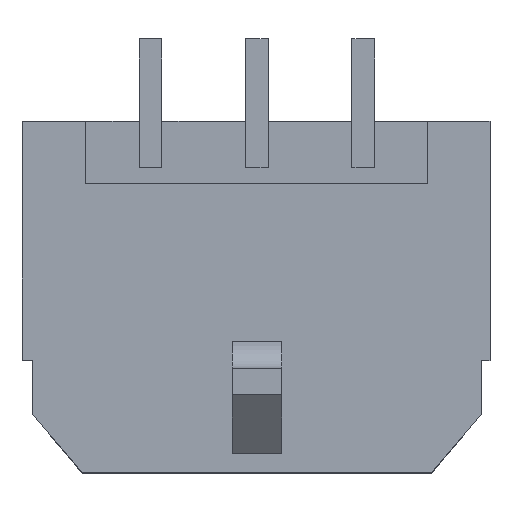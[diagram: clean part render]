
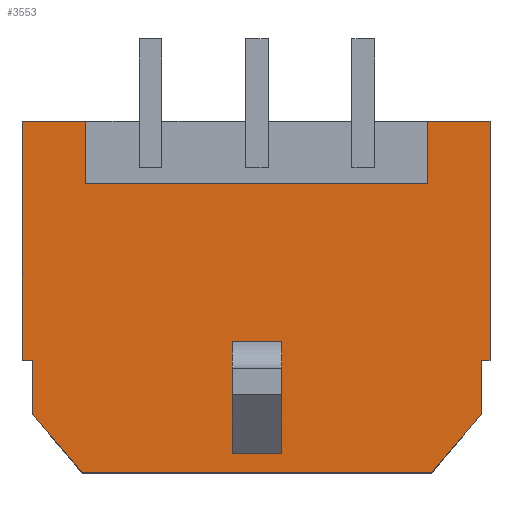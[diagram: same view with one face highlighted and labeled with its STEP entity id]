
A CAD part, top view. The second image highlights one B-rep face of the part: STEP entity #3553.
In plain terms, the highlighted planar face has unit normal (0, 0, 1).
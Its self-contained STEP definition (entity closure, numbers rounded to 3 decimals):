
#80 = VERTEX_POINT('',#81);
#81 = CARTESIAN_POINT('',(-6.325,-5.08,7.43));
#87 = EDGE_CURVE('',#80,#88,#90,.T.);
#88 = VERTEX_POINT('',#89);
#89 = CARTESIAN_POINT('',(-6.325,-6.6,7.43));
#90 = LINE('',#91,#92);
#91 = CARTESIAN_POINT('',(-6.325,-5.08,7.43));
#92 = VECTOR('',#93,1.);
#93 = DIRECTION('',(0.,-1.,0.));
#197 = VERTEX_POINT('',#198);
#198 = CARTESIAN_POINT('',(-6.625,-5.08,7.43));
#204 = EDGE_CURVE('',#80,#197,#205,.T.);
#205 = LINE('',#206,#207);
#206 = CARTESIAN_POINT('',(-6.325,-5.08,7.43));
#207 = VECTOR('',#208,1.);
#208 = DIRECTION('',(-1.,0.,0.));
#1740 = EDGE_CURVE('',#1741,#88,#1743,.T.);
#1741 = VERTEX_POINT('',#1742);
#1742 = CARTESIAN_POINT('',(-4.925,-8.25,7.43));
#1743 = LINE('',#1744,#1745);
#1744 = CARTESIAN_POINT('',(-4.925,-8.25,7.43));
#1745 = VECTOR('',#1746,1.);
#1746 = DIRECTION('',(-0.647,0.763,0.
    ));
#1844 = VERTEX_POINT('',#1845);
#1845 = CARTESIAN_POINT('',(4.925,-8.25,7.43));
#1851 = EDGE_CURVE('',#1852,#1844,#1854,.T.);
#1852 = VERTEX_POINT('',#1853);
#1853 = CARTESIAN_POINT('',(6.325,-6.6,7.43));
#1854 = LINE('',#1855,#1856);
#1855 = CARTESIAN_POINT('',(6.325,-6.6,7.43));
#1856 = VECTOR('',#1857,1.);
#1857 = DIRECTION('',(-0.647,-0.763,0.
    ));
#1921 = EDGE_CURVE('',#1741,#1844,#1922,.T.);
#1922 = LINE('',#1923,#1924);
#1923 = CARTESIAN_POINT('',(-4.925,-8.25,7.43));
#1924 = VECTOR('',#1925,1.);
#1925 = DIRECTION('',(1.,0.,0.));
#2961 = VERTEX_POINT('',#2962);
#2962 = CARTESIAN_POINT('',(-6.625,1.66,7.43));
#2968 = EDGE_CURVE('',#197,#2961,#2969,.T.);
#2969 = LINE('',#2970,#2971);
#2970 = CARTESIAN_POINT('',(-6.625,-5.08,7.43));
#2971 = VECTOR('',#2972,1.);
#2972 = DIRECTION('',(0.,1.,0.));
#3169 = VERTEX_POINT('',#3170);
#3170 = CARTESIAN_POINT('',(6.575,-5.08,7.43));
#3176 = EDGE_CURVE('',#3177,#3169,#3179,.T.);
#3177 = VERTEX_POINT('',#3178);
#3178 = CARTESIAN_POINT('',(6.575,1.66,7.43));
#3179 = LINE('',#3180,#3181);
#3180 = CARTESIAN_POINT('',(6.575,1.66,7.43));
#3181 = VECTOR('',#3182,1.);
#3182 = DIRECTION('',(0.,-1.,0.));
#3349 = EDGE_CURVE('',#3350,#1852,#3352,.T.);
#3350 = VERTEX_POINT('',#3351);
#3351 = CARTESIAN_POINT('',(6.325,-5.08,7.43));
#3352 = LINE('',#3353,#3354);
#3353 = CARTESIAN_POINT('',(6.325,-5.08,7.43));
#3354 = VECTOR('',#3355,1.);
#3355 = DIRECTION('',(0.,-1.,0.));
#3390 = EDGE_CURVE('',#3350,#3169,#3391,.T.);
#3391 = LINE('',#3392,#3393);
#3392 = CARTESIAN_POINT('',(6.325,-5.08,7.43));
#3393 = VECTOR('',#3394,1.);
#3394 = DIRECTION('',(1.,0.,0.));
#3553 = ADVANCED_FACE('',(#3554,#3603),#3637,.T.);
#3554 = FACE_BOUND('',#3555,.F.);
#3555 = EDGE_LOOP('',(#3556,#3566,#3574,#3582,#3588,#3589,#3590,#3591,
    #3592,#3593,#3594,#3595,#3596,#3597));
#3556 = ORIENTED_EDGE('',*,*,#3557,.T.);
#3557 = EDGE_CURVE('',#3558,#3560,#3562,.T.);
#3558 = VERTEX_POINT('',#3559);
#3559 = CARTESIAN_POINT('',(-4.825,1.66,7.43));
#3560 = VERTEX_POINT('',#3561);
#3561 = CARTESIAN_POINT('',(-4.825,-0.09,7.43));
#3562 = LINE('',#3563,#3564);
#3563 = CARTESIAN_POINT('',(-4.825,1.66,7.43));
#3564 = VECTOR('',#3565,1.);
#3565 = DIRECTION('',(0.,-1.,0.));
#3566 = ORIENTED_EDGE('',*,*,#3567,.T.);
#3567 = EDGE_CURVE('',#3560,#3568,#3570,.T.);
#3568 = VERTEX_POINT('',#3569);
#3569 = CARTESIAN_POINT('',(4.825,-0.09,7.43));
#3570 = LINE('',#3571,#3572);
#3571 = CARTESIAN_POINT('',(-4.825,-0.09,7.43));
#3572 = VECTOR('',#3573,1.);
#3573 = DIRECTION('',(1.,0.,0.));
#3574 = ORIENTED_EDGE('',*,*,#3575,.F.);
#3575 = EDGE_CURVE('',#3576,#3568,#3578,.T.);
#3576 = VERTEX_POINT('',#3577);
#3577 = CARTESIAN_POINT('',(4.825,1.66,7.43));
#3578 = LINE('',#3579,#3580);
#3579 = CARTESIAN_POINT('',(4.825,1.66,7.43));
#3580 = VECTOR('',#3581,1.);
#3581 = DIRECTION('',(0.,-1.,0.));
#3582 = ORIENTED_EDGE('',*,*,#3583,.F.);
#3583 = EDGE_CURVE('',#3177,#3576,#3584,.T.);
#3584 = LINE('',#3585,#3586);
#3585 = CARTESIAN_POINT('',(6.575,1.66,7.43));
#3586 = VECTOR('',#3587,1.);
#3587 = DIRECTION('',(-1.,0.,0.));
#3588 = ORIENTED_EDGE('',*,*,#3176,.T.);
#3589 = ORIENTED_EDGE('',*,*,#3390,.F.);
#3590 = ORIENTED_EDGE('',*,*,#3349,.T.);
#3591 = ORIENTED_EDGE('',*,*,#1851,.T.);
#3592 = ORIENTED_EDGE('',*,*,#1921,.F.);
#3593 = ORIENTED_EDGE('',*,*,#1740,.T.);
#3594 = ORIENTED_EDGE('',*,*,#87,.F.);
#3595 = ORIENTED_EDGE('',*,*,#204,.T.);
#3596 = ORIENTED_EDGE('',*,*,#2968,.T.);
#3597 = ORIENTED_EDGE('',*,*,#3598,.F.);
#3598 = EDGE_CURVE('',#3558,#2961,#3599,.T.);
#3599 = LINE('',#3600,#3601);
#3600 = CARTESIAN_POINT('',(-4.825,1.66,7.43));
#3601 = VECTOR('',#3602,1.);
#3602 = DIRECTION('',(-1.,0.,0.));
#3603 = FACE_BOUND('',#3604,.F.);
#3604 = EDGE_LOOP('',(#3605,#3615,#3623,#3631));
#3605 = ORIENTED_EDGE('',*,*,#3606,.F.);
#3606 = EDGE_CURVE('',#3607,#3609,#3611,.T.);
#3607 = VERTEX_POINT('',#3608);
#3608 = CARTESIAN_POINT('',(-0.7,-7.71,7.43));
#3609 = VERTEX_POINT('',#3610);
#3610 = CARTESIAN_POINT('',(-0.7,-4.561,7.43));
#3611 = LINE('',#3612,#3613);
#3612 = CARTESIAN_POINT('',(-0.7,-7.71,7.43));
#3613 = VECTOR('',#3614,1.);
#3614 = DIRECTION('',(0.,1.,0.));
#3615 = ORIENTED_EDGE('',*,*,#3616,.T.);
#3616 = EDGE_CURVE('',#3607,#3617,#3619,.T.);
#3617 = VERTEX_POINT('',#3618);
#3618 = CARTESIAN_POINT('',(0.7,-7.71,7.43));
#3619 = LINE('',#3620,#3621);
#3620 = CARTESIAN_POINT('',(-0.7,-7.71,7.43));
#3621 = VECTOR('',#3622,1.);
#3622 = DIRECTION('',(1.,0.,0.));
#3623 = ORIENTED_EDGE('',*,*,#3624,.T.);
#3624 = EDGE_CURVE('',#3617,#3625,#3627,.T.);
#3625 = VERTEX_POINT('',#3626);
#3626 = CARTESIAN_POINT('',(0.7,-4.561,7.43));
#3627 = LINE('',#3628,#3629);
#3628 = CARTESIAN_POINT('',(0.7,-7.71,7.43));
#3629 = VECTOR('',#3630,1.);
#3630 = DIRECTION('',(0.,1.,0.));
#3631 = ORIENTED_EDGE('',*,*,#3632,.F.);
#3632 = EDGE_CURVE('',#3609,#3625,#3633,.T.);
#3633 = LINE('',#3634,#3635);
#3634 = CARTESIAN_POINT('',(-0.7,-4.561,7.43));
#3635 = VECTOR('',#3636,1.);
#3636 = DIRECTION('',(1.,0.,0.));
#3637 = PLANE('',#3638);
#3638 = AXIS2_PLACEMENT_3D('',#3639,#3640,#3641);
#3639 = CARTESIAN_POINT('',(-6.325,1.66,7.43));
#3640 = DIRECTION('',(0.,0.,1.));
#3641 = DIRECTION('',(0.,-1.,0.));
